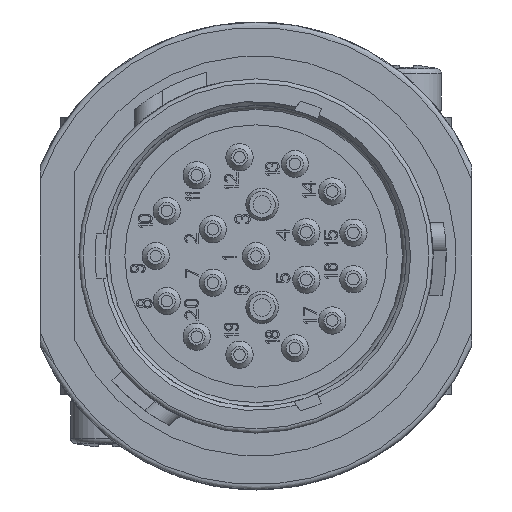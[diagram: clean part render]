
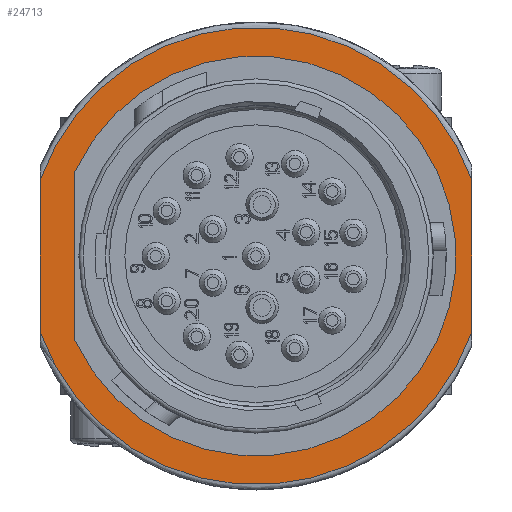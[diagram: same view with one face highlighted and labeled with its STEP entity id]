
A CAD part, left-side view. The second image highlights one B-rep face of the part: STEP entity #24713.
In plain terms, the highlighted face is planar.
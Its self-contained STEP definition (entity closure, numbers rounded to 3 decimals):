
#1167=LINE('',#35162,#2805);
#1168=LINE('',#35163,#2806);
#1169=LINE('',#35164,#2807);
#2805=VECTOR('',#29190,1000.);
#2806=VECTOR('',#29191,1000.);
#2807=VECTOR('',#29192,1000.);
#3897=PLANE('',#26160);
#6192=ORIENTED_EDGE('',*,*,#10123,.F.);
#6193=ORIENTED_EDGE('',*,*,#10413,.T.);
#6194=ORIENTED_EDGE('',*,*,#10148,.T.);
#6195=ORIENTED_EDGE('',*,*,#10414,.T.);
#6196=ORIENTED_EDGE('',*,*,#10412,.T.);
#6197=ORIENTED_EDGE('',*,*,#10415,.T.);
#10123=EDGE_CURVE('',#12350,#12352,#13638,.T.);
#10148=EDGE_CURVE('',#12370,#12368,#13648,.T.);
#10412=EDGE_CURVE('',#12626,#12627,#13720,.T.);
#10413=EDGE_CURVE('',#12350,#12352,#1167,.T.);
#10414=EDGE_CURVE('',#12368,#12626,#1168,.T.);
#10415=EDGE_CURVE('',#12627,#12370,#1169,.T.);
#12350=VERTEX_POINT('',#34511);
#12352=VERTEX_POINT('',#34514);
#12368=VERTEX_POINT('',#34592);
#12370=VERTEX_POINT('',#34595);
#12626=VERTEX_POINT('',#35151);
#12627=VERTEX_POINT('',#35159);
#13638=CIRCLE('',#26055,19.05);
#13648=CIRCLE('',#26073,21.8);
#13720=CIRCLE('',#26159,21.8);
#14470=EDGE_LOOP('',(#6192,#6193));
#14471=EDGE_LOOP('',(#6194,#6195,#6196,#6197));
#15924=FACE_BOUND('',#14470,.T.);
#15925=FACE_BOUND('',#14471,.T.);
#24713=ADVANCED_FACE('',(#15924,#15925),#3897,.F.);
#26055=AXIS2_PLACEMENT_3D('',#34513,#28783,#28784);
#26073=AXIS2_PLACEMENT_3D('',#34594,#28827,#28828);
#26159=AXIS2_PLACEMENT_3D('',#35160,#29186,#29187);
#26160=AXIS2_PLACEMENT_3D('',#35161,#29188,#29189);
#28783=DIRECTION('',(1.,0.,0.));
#28784=DIRECTION('',(0.,0.,-1.));
#28827=DIRECTION('',(1.,0.,0.));
#28828=DIRECTION('',(0.,0.,-1.));
#29186=DIRECTION('',(1.,0.,0.));
#29187=DIRECTION('',(0.,0.,-1.));
#29188=DIRECTION('',(-1.,0.,0.));
#29189=DIRECTION('',(0.,0.,1.));
#29190=DIRECTION('',(0.,0.,-1.));
#29191=DIRECTION('',(0.,0.,1.));
#29192=DIRECTION('',(0.,0.,-1.));
#34511=CARTESIAN_POINT('',(15.45,17.25,8.083));
#34513=CARTESIAN_POINT('',(15.45,0.,0.));
#34514=CARTESIAN_POINT('',(15.45,17.25,-8.083));
#34592=CARTESIAN_POINT('',(15.45,20.55,-7.276));
#34594=CARTESIAN_POINT('',(15.45,0.,0.));
#34595=CARTESIAN_POINT('',(15.45,-20.55,-7.276));
#35151=CARTESIAN_POINT('',(15.45,20.55,7.276));
#35159=CARTESIAN_POINT('',(15.45,-20.55,7.276));
#35160=CARTESIAN_POINT('',(15.45,0.,0.));
#35161=CARTESIAN_POINT('',(15.45,21.8,0.));
#35162=CARTESIAN_POINT('',(15.45,17.25,30.));
#35163=CARTESIAN_POINT('',(15.45,20.55,0.));
#35164=CARTESIAN_POINT('',(15.45,-20.55,0.));
